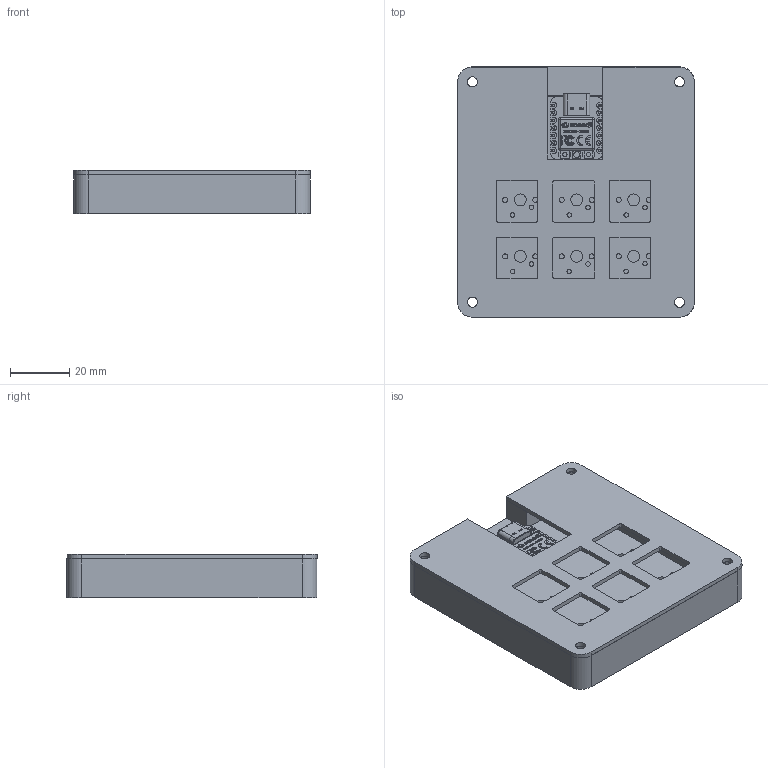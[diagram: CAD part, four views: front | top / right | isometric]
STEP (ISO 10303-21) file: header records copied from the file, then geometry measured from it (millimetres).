
FILE_DESCRIPTION(/* description */ (''),/* implementation_level */ '2;1');
FILE_NAME(/* name */ 'assembled.step',/* time_stamp */ '2026-01-16T01:35:10+05:30',/* author */ (''),/* organization */ (''),/* preprocessor_version */ 'ST-DEVELOPER v20.1',/* originating_system */ 'Autodesk Translation Framework v14.21.0.0',/* authorisation */ '');
FILE_SCHEMA (('AUTOMOTIVE_DESIGN { 1 0 10303 214 3 1 1 }'));
Length unit declared in the file: millimetre
Products named in the file (17): (Unsaved); HackaPad; 2026-01-16-01-09-02-216; 2026-01-16-01-09-02-216_1; 2026-01-15-19-05-28-326; 2026-01-15-19-05-28-327; 2025-12-29-16-41-22-860; 2025-12-29-16-41-22-861; 2025-12-29-16-41-22-862; 2025-12-29-16-41-22-863; 2025-12-29-16-41-22-864; 2025-12-29-16-41-22-865; 2025-12-29-16-41-22-866; 2025-12-29-16-41-22-867; 2025-12-29-16-41-22-868; 2025-12-29-16-41-22-869; 2025-12-29-16-41-22-870
Assembly tree (16 placements, depth 5):
  (Unsaved)
    HackaPad
    2026-01-16-01-09-02-216
      2026-01-16-01-09-02-216_1
    2026-01-15-19-05-28-326
      2026-01-15-19-05-28-327
    2025-12-29-16-41-22-860
      2025-12-29-16-41-22-861
        2025-12-29-16-41-22-862
        2025-12-29-16-41-22-863
        2025-12-29-16-41-22-864
          2025-12-29-16-41-22-865
          2025-12-29-16-41-22-866
          2025-12-29-16-41-22-867
          2025-12-29-16-41-22-868
          2025-12-29-16-41-22-869
        2025-12-29-16-41-22-870
Bounding box: 79.86 x 84.4 x 14.5 mm (x, y, z)
Volume: 59257.3 mm3; surface area: 41731.9 mm2
Topology: 86 solids, 86 shells, 1383 faces, 3532 edges, 2316 vertices
Faces by surface type: plane 897, cylinder 273, bspline 185, torus 12, sphere 10, cone 6
Full cylindrical faces by diameter (mm): 0.4 x1, 0.5 x2, 0.8 x14, 0.889 x14, 1.5 x14, 1.7 x12, 2 x1, 3.4 x8, 4 x6, 6 x4
Entity records: 43495 total; most frequent: CARTESIAN_POINT 9715, ORIENTED_EDGE 7048, DIRECTION 6210, EDGE_CURVE 3524, LINE 2588, VECTOR 2588, VERTEX_POINT 2316, AXIS2_PLACEMENT_3D 1811
